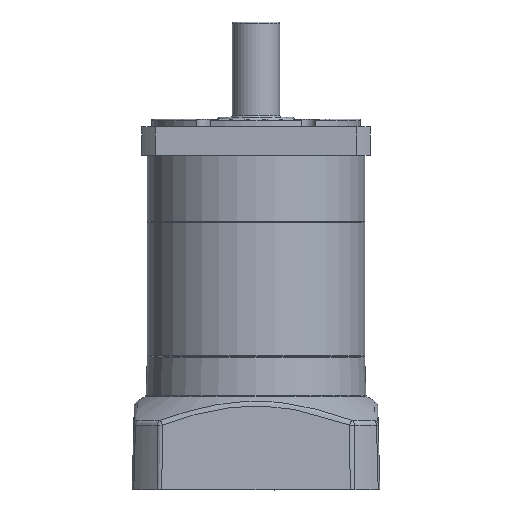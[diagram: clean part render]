
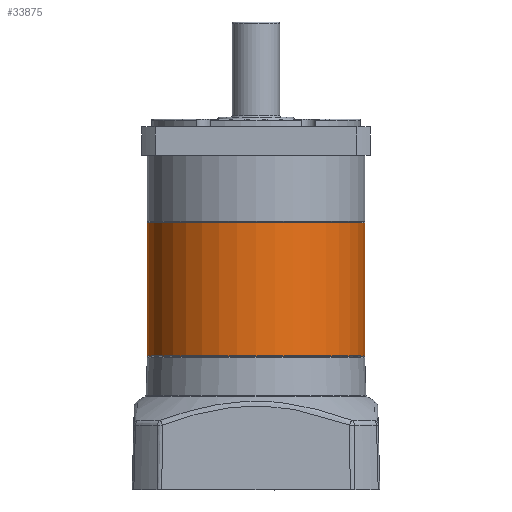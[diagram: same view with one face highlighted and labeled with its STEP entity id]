
A CAD part, front view. The second image highlights one B-rep face of the part: STEP entity #33875.
In plain terms, the highlighted cylindrical face has radius 57 mm (diameter 114 mm), a partial arc.
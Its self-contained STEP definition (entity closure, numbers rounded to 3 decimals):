
#797 = VERTEX_POINT ( 'NONE', #3946 ) ;
#1000 = CARTESIAN_POINT ( 'NONE',  ( 57., 0., 70.5 ) ) ;
#1834 = ORIENTED_EDGE ( 'NONE', *, *, #21485, .F. ) ;
#3434 = VECTOR ( 'NONE', #18537, 1000. ) ;
#3946 = CARTESIAN_POINT ( 'NONE',  ( -57., 0., 0.3 ) ) ;
#4336 = LINE ( 'NONE', #15863, #3434 ) ;
#5624 = CARTESIAN_POINT ( 'NONE',  ( 57., 0., 70.2 ) ) ;
#6785 = LINE ( 'NONE', #1000, #32907 ) ;
#8257 = EDGE_CURVE ( 'NONE', #797, #34368, #28369, .T. ) ;
#8573 = CYLINDRICAL_SURFACE ( 'NONE', #36479, 57. ) ;
#10467 = AXIS2_PLACEMENT_3D ( 'NONE', #22888, #14113, #20098 ) ;
#14113 = DIRECTION ( 'NONE',  ( 0., 0., 1. ) ) ;
#14778 = EDGE_CURVE ( 'NONE', #26256, #35693, #20814, .T. ) ;
#15154 = ORIENTED_EDGE ( 'NONE', *, *, #14778, .T. ) ;
#15161 = CARTESIAN_POINT ( 'NONE',  ( 0., 0., 70.5 ) ) ;
#15298 = DIRECTION ( 'NONE',  ( -1., 0., 0. ) ) ;
#15863 = CARTESIAN_POINT ( 'NONE',  ( -57., 0., 70.5 ) ) ;
#15954 = CARTESIAN_POINT ( 'NONE',  ( 0., 0., 70.2 ) ) ;
#16130 = ORIENTED_EDGE ( 'NONE', *, *, #24616, .T. ) ;
#18537 = DIRECTION ( 'NONE',  ( 0., 0., -1. ) ) ;
#18877 = DIRECTION ( 'NONE',  ( 1., 0., 0. ) ) ;
#20098 = DIRECTION ( 'NONE',  ( 1., 0., 0. ) ) ;
#20290 = CARTESIAN_POINT ( 'NONE',  ( -57., 0., 70.2 ) ) ;
#20814 = CIRCLE ( 'NONE', #24428, 57. ) ;
#21169 = DIRECTION ( 'NONE',  ( 0., 0., -1. ) ) ;
#21485 = EDGE_CURVE ( 'NONE', #26256, #34368, #6785, .T. ) ;
#22888 = CARTESIAN_POINT ( 'NONE',  ( 0., 0., 0.3 ) ) ;
#23549 = CARTESIAN_POINT ( 'NONE',  ( 57., 0., 0.3 ) ) ;
#23596 = DIRECTION ( 'NONE',  ( 0., 0., -1. ) ) ;
#24428 = AXIS2_PLACEMENT_3D ( 'NONE', #15954, #36367, #18877 ) ;
#24616 = EDGE_CURVE ( 'NONE', #35693, #797, #4336, .T. ) ;
#26256 = VERTEX_POINT ( 'NONE', #5624 ) ;
#28369 = CIRCLE ( 'NONE', #10467, 57. ) ;
#28553 = ORIENTED_EDGE ( 'NONE', *, *, #8257, .T. ) ;
#32907 = VECTOR ( 'NONE', #21169, 1000. ) ;
#33305 = FACE_OUTER_BOUND ( 'NONE', #35002, .T. ) ;
#33875 = ADVANCED_FACE ( 'NONE', ( #33305 ), #8573, .T. ) ;
#34368 = VERTEX_POINT ( 'NONE', #23549 ) ;
#35002 = EDGE_LOOP ( 'NONE', ( #1834, #15154, #16130, #28553 ) ) ;
#35693 = VERTEX_POINT ( 'NONE', #20290 ) ;
#36367 = DIRECTION ( 'NONE',  ( 0., 0., -1. ) ) ;
#36479 = AXIS2_PLACEMENT_3D ( 'NONE', #15161, #23596, #15298 ) ;
